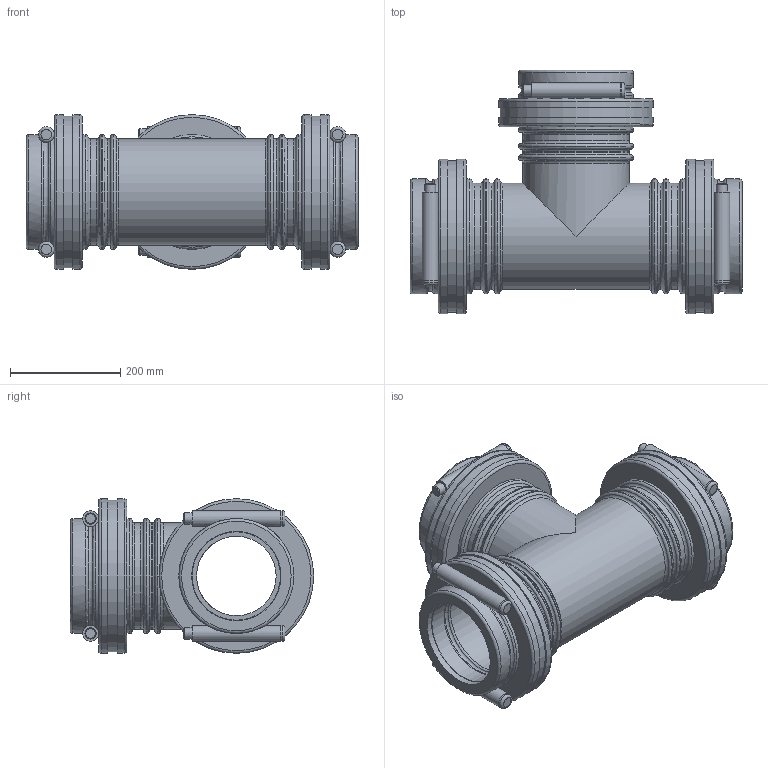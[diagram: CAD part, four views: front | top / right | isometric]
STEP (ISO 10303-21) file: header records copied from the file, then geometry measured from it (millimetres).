
FILE_DESCRIPTION(/* description */ ('PLASSON TEE 160-160-160'),/* implementation_level */ '2;1');
FILE_NAME(/* name */ '070406160_0704061600A.ipt.stp',/* time_stamp */ '2017-06-18T09:23:37+03:00',/* author */ ('KIM'),/* organization */ (''),/* preprocessor_version */ 'ST-DEVELOPER v15.6',/* originating_system */ 'Autodesk Inventor 2015',/* authorisation */ '');
FILE_SCHEMA (('AUTOMOTIVE_DESIGN { 1 0 10303 214 3 1 1 }'));
Length unit declared in the file: millimetre
Products named in the file (1): 070406160_0704061600A
Bounding box: 601 x 440.5 x 280 mm (x, y, z)
Volume: 14200988.9 mm3; surface area: 1254006.1 mm2
Topology: 1 solids, 1 shells, 187 faces, 395 edges, 240 vertices
Faces by surface type: torus 72, cylinder 64, plane 45, cone 6
Full cylindrical faces by diameter (mm): 20.16 x6, 28.6 x6, 28.8 x6, 144 x2, 160 x6, 161.6 x3, 192 x8, 208 x12, 274.4 x3, 280 x6
Entity records: 4934 total; most frequent: CARTESIAN_POINT 1468, DIRECTION 762, ORIENTED_EDGE 530, AXIS2_PLACEMENT_3D 375, EDGE_LOOP 334, EDGE_CURVE 253, VERTEX_POINT 211, FACE_OUTER_BOUND 187
